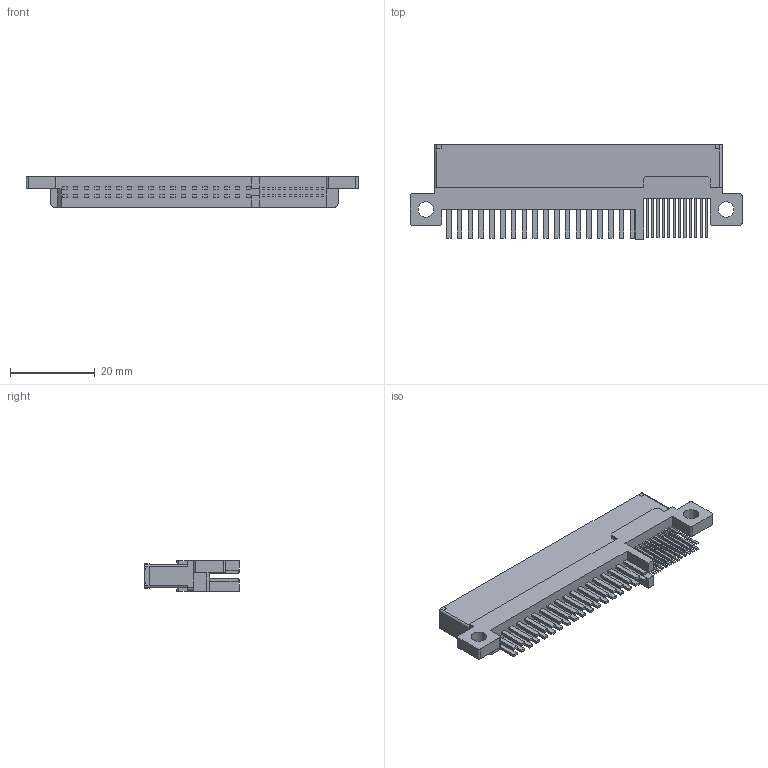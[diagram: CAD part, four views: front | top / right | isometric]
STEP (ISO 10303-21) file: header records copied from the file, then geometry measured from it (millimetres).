
FILE_DESCRIPTION((''),'2;1');
FILE_NAME('10107844-002LF','2019-08-29T',('KumarP'),('AFCI'),'CREO PARAMETRIC BY PTC INC, 2016130','CREO PARAMETRIC BY PTC INC, 2016130','');
FILE_SCHEMA(('CONFIG_CONTROL_DESIGN'));
Length unit declared in the file: millimetre
Products named in the file (1): 10107844-002LF
Bounding box: 78.16 x 22.24 x 7.25 mm (x, y, z)
Volume: 5303.8 mm3; surface area: 6041.7 mm2
Topology: 1 solids, 1 shells, 398 faces, 994 edges, 659 vertices
Faces by surface type: plane 378, cylinder 20
Entity records: 11673 total; most frequent: CARTESIAN_POINT 2072, ORIENTED_EDGE 1988, DIRECTION 1814, EDGE_CURVE 994, VECTOR 954, LINE 954, VERTEX_POINT 659, EDGE_LOOP 463
